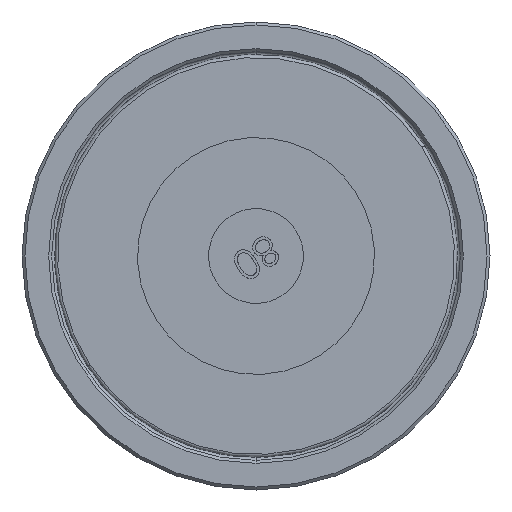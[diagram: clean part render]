
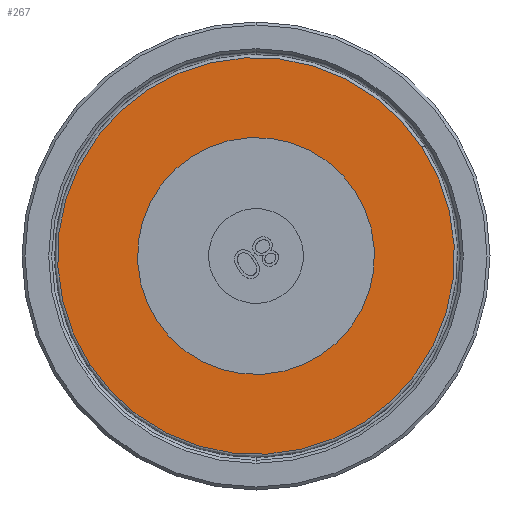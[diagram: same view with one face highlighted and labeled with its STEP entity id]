
A CAD part, front view. The second image highlights one B-rep face of the part: STEP entity #267.
In plain terms, the highlighted face is planar.
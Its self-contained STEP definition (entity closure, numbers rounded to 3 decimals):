
#10 = AXIS2_PLACEMENT_3D ( 'NONE', #2765, #846, #3065 ) ;
#211 = DIRECTION ( 'NONE',  ( -1., 0., 0. ) ) ;
#267 = ADVANCED_FACE ( 'NONE', ( #480, #428 ), #1767, .T. ) ;
#428 = FACE_BOUND ( 'NONE', #2294, .T. ) ;
#480 = FACE_OUTER_BOUND ( 'NONE', #2544, .T. ) ;
#640 = DIRECTION ( 'NONE',  ( 0., 1., 0. ) ) ;
#813 = CARTESIAN_POINT ( 'NONE',  ( 0., 0., 0. ) ) ;
#846 = DIRECTION ( 'NONE',  ( 0., 1., 0. ) ) ;
#893 = DIRECTION ( 'NONE',  ( 0., 1., 0. ) ) ;
#1147 = DIRECTION ( 'NONE',  ( -1., 0., 0. ) ) ;
#1347 = AXIS2_PLACEMENT_3D ( 'NONE', #2250, #640, #3794 ) ;
#1472 = EDGE_CURVE ( 'NONE', #2724, #1857, #3208, .T. ) ;
#1502 = CARTESIAN_POINT ( 'NONE',  ( 33.5, 0., 0. ) ) ;
#1528 = ORIENTED_EDGE ( 'NONE', *, *, #2509, .F. ) ;
#1696 = CARTESIAN_POINT ( 'NONE',  ( -33.5, 0., 0. ) ) ;
#1767 = PLANE ( 'NONE',  #1347 ) ;
#1850 = ORIENTED_EDGE ( 'NONE', *, *, #1472, .T. ) ;
#1857 = VERTEX_POINT ( 'NONE', #1696 ) ;
#2103 = CIRCLE ( 'NONE', #2474, 20. ) ;
#2160 = DIRECTION ( 'NONE',  ( 0., 1., 0. ) ) ;
#2250 = CARTESIAN_POINT ( 'NONE',  ( -20., 0., 0. ) ) ;
#2294 = EDGE_LOOP ( 'NONE', ( #3855, #1528 ) ) ;
#2308 = VERTEX_POINT ( 'NONE', #2973 ) ;
#2474 = AXIS2_PLACEMENT_3D ( 'NONE', #2812, #893, #3109 ) ;
#2508 = AXIS2_PLACEMENT_3D ( 'NONE', #4023, #2160, #211 ) ;
#2509 = EDGE_CURVE ( 'NONE', #2308, #2583, #2103, .T. ) ;
#2544 = EDGE_LOOP ( 'NONE', ( #3090, #1850 ) ) ;
#2553 = EDGE_CURVE ( 'NONE', #2583, #2308, #2741, .T. ) ;
#2583 = VERTEX_POINT ( 'NONE', #3661 ) ;
#2724 = VERTEX_POINT ( 'NONE', #1502 ) ;
#2741 = CIRCLE ( 'NONE', #3917, 20. ) ;
#2765 = CARTESIAN_POINT ( 'NONE',  ( 0., 0., 0. ) ) ;
#2812 = CARTESIAN_POINT ( 'NONE',  ( 0., 0., 0. ) ) ;
#2814 = CIRCLE ( 'NONE', #2508, 33.5 ) ;
#2973 = CARTESIAN_POINT ( 'NONE',  ( 20., 0., 0. ) ) ;
#3043 = DIRECTION ( 'NONE',  ( 0., 1., 0. ) ) ;
#3065 = DIRECTION ( 'NONE',  ( -1., 0., 0. ) ) ;
#3090 = ORIENTED_EDGE ( 'NONE', *, *, #3506, .T. ) ;
#3109 = DIRECTION ( 'NONE',  ( -1., 0., 0. ) ) ;
#3208 = CIRCLE ( 'NONE', #10, 33.5 ) ;
#3506 = EDGE_CURVE ( 'NONE', #1857, #2724, #2814, .T. ) ;
#3661 = CARTESIAN_POINT ( 'NONE',  ( -20., 0., 0. ) ) ;
#3794 = DIRECTION ( 'NONE',  ( -1., 0., 0. ) ) ;
#3855 = ORIENTED_EDGE ( 'NONE', *, *, #2553, .F. ) ;
#3917 = AXIS2_PLACEMENT_3D ( 'NONE', #813, #3043, #1147 ) ;
#4023 = CARTESIAN_POINT ( 'NONE',  ( 0., 0., 0. ) ) ;
